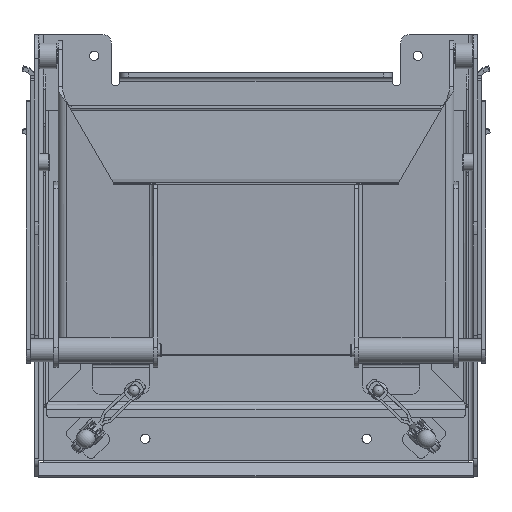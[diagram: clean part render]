
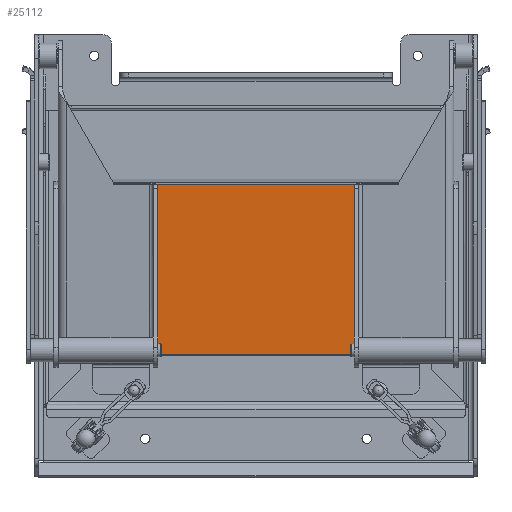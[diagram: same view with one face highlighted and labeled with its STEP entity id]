
A CAD part, top view. The second image highlights one B-rep face of the part: STEP entity #25112.
In plain terms, the highlighted planar face has unit normal (0, -0.087, 0.996).
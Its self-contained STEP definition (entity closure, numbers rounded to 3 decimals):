
#1418=FACE_OUTER_BOUND('',#2803,.T.);
#2803=EDGE_LOOP('',(#16995,#16996,#16997,#16998));
#5486=LINE('',#38666,#7629);
#5491=LINE('',#38678,#7634);
#5492=LINE('',#38680,#7635);
#5493=LINE('',#38681,#7636);
#7629=VECTOR('',#30186,10.);
#7634=VECTOR('',#30199,10.);
#7635=VECTOR('',#30200,10.);
#7636=VECTOR('',#30201,10.);
#9858=VERTEX_POINT('',#38663);
#9859=VERTEX_POINT('',#38665);
#9862=VERTEX_POINT('',#38677);
#9863=VERTEX_POINT('',#38679);
#12480=EDGE_CURVE('',#9858,#9859,#5486,.T.);
#12486=EDGE_CURVE('',#9859,#9862,#5491,.T.);
#12487=EDGE_CURVE('',#9858,#9863,#5492,.T.);
#12488=EDGE_CURVE('',#9862,#9863,#5493,.T.);
#16995=ORIENTED_EDGE('',*,*,#12486,.F.);
#16996=ORIENTED_EDGE('',*,*,#12480,.F.);
#16997=ORIENTED_EDGE('',*,*,#12487,.T.);
#16998=ORIENTED_EDGE('',*,*,#12488,.F.);
#22793=PLANE('',#26724);
#25112=ADVANCED_FACE('',(#1418),#22793,.F.);
#26724=AXIS2_PLACEMENT_3D('',#38676,#30197,#30198);
#30186=DIRECTION('',(-1.,0.,0.));
#30197=DIRECTION('center_axis',(0.,0.087,
-0.996));
#30198=DIRECTION('ref_axis',(-1.,0.,0.));
#30199=DIRECTION('',(0.,0.996,0.087));
#30200=DIRECTION('',(0.,0.996,0.087));
#30201=DIRECTION('',(1.,0.,0.));
#38663=CARTESIAN_POINT('',(125.5,-375.563,48.502));
#38665=CARTESIAN_POINT('',(-125.5,-375.563,48.502));
#38666=CARTESIAN_POINT('',(198.,-375.563,48.502));
#38676=CARTESIAN_POINT('Origin',(0.,-275.944,
57.217));
#38677=CARTESIAN_POINT('',(-125.5,-176.324,65.933));
#38678=CARTESIAN_POINT('',(-125.5,-198.773,63.969));
#38679=CARTESIAN_POINT('',(125.5,-176.324,65.933));
#38680=CARTESIAN_POINT('',(125.5,-198.773,63.969));
#38681=CARTESIAN_POINT('',(-198.,-176.324,65.933));
